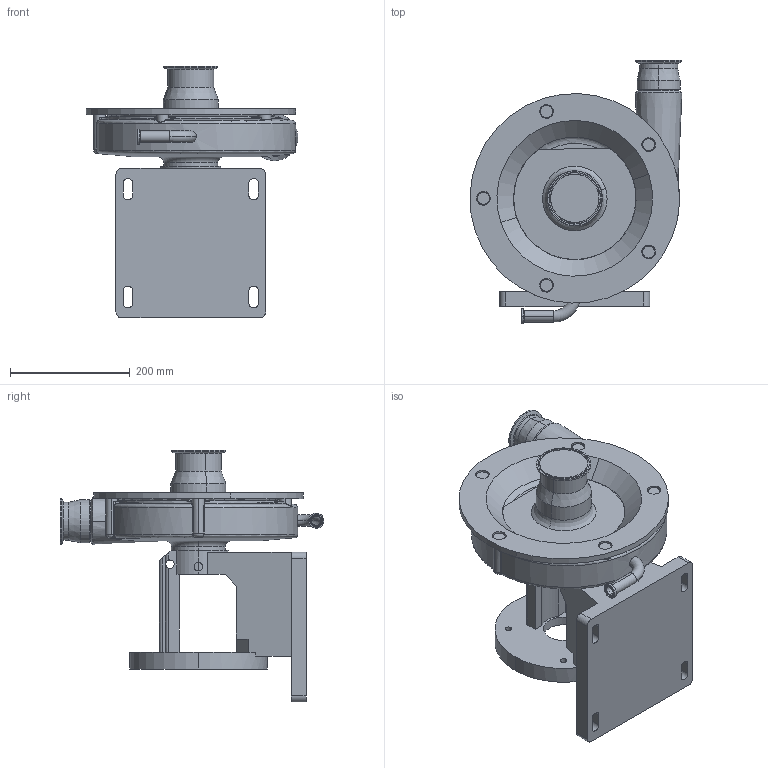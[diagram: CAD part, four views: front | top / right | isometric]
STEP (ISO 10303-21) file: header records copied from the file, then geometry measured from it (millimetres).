
FILE_DESCRIPTION (( 'STEP AP214' ), '1' );
FILE_NAME ('FP 355 210TC VERT 3-4 In ELBOW LEFT.STEP', '2010-02-22T19:09:34', ( ' ' ), ( '' ), 'SwSTEP 2.0', 'SolidWorks 2010', '' );
FILE_SCHEMA (( 'AUTOMOTIVE_DESIGN' ));
Length unit declared in the file: millimetre
Products named in the file (2): FP 355 210TC VERT 3-4 In ELBOW LEFT; FP 355 210TC VERT 3-4 In ELBOW LEFT^1275000122
Assembly tree (1 placements, depth 2):
  FP 355 210TC VERT 3-4 In ELBOW LEFT
    FP 355 210TC VERT 3-4 In ELBOW LEFT^1275000122
Bounding box: 353.89 x 440.7 x 420.65 mm (x, y, z)
Volume: 10750857.6 mm3; surface area: 825018.8 mm2
Topology: 2 solids, 3 shells, 419 faces, 1089 edges, 673 vertices
Faces by surface type: cylinder 147, bspline 95, plane 94, cone 43, torus 36, sphere 4
Entity records: 35572 total; most frequent: CARTESIAN_POINT 25648, ORIENTED_EDGE 2168, DIRECTION 1940, EDGE_CURVE 1084, AXIS2_PLACEMENT_3D 785, VERTEX_POINT 673, EDGE_LOOP 459, CIRCLE 457
